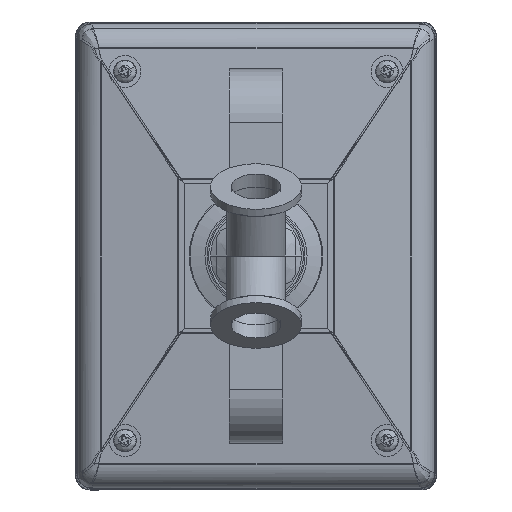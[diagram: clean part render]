
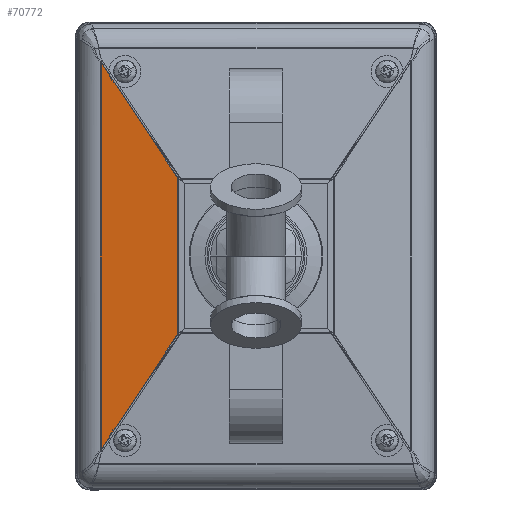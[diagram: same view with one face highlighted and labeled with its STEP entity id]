
A CAD part, front view. The second image highlights one B-rep face of the part: STEP entity #70772.
In plain terms, the highlighted face is planar.
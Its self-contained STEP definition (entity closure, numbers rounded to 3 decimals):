
#1529 = DIRECTION ( 'NONE',  ( 0., 0.992, -0.126 ) ) ;
#2658 = CARTESIAN_POINT ( 'NONE',  ( -87.5, 28., 20. ) ) ;
#3486 = CARTESIAN_POINT ( 'NONE',  ( -87.5, 58.17, 16.181 ) ) ;
#6782 = EDGE_CURVE ( 'NONE', #89458, #111436, #61291, .T. ) ;
#10925 = DIRECTION ( 'NONE',  ( 0., -0.126, -0.992 ) ) ;
#10982 = EDGE_CURVE ( 'NONE', #101164, #60293, #39424, .T. ) ;
#13721 = CARTESIAN_POINT ( 'NONE',  ( 72.697, 58.17, 16.181 ) ) ;
#17502 = DIRECTION ( 'NONE',  ( 0.831, 0.552, -0.07 ) ) ;
#17875 = CARTESIAN_POINT ( 'NONE',  ( -52.009, -24.618, 26.661 ) ) ;
#22894 = VECTOR ( 'NONE', #24574, 1000. ) ;
#24574 = DIRECTION ( 'NONE',  ( 0.831, -0.552, 0.07 ) ) ;
#28272 = PLANE ( 'NONE',  #67209 ) ;
#31949 = CARTESIAN_POINT ( 'NONE',  ( 28., 29.251, 19.842 ) ) ;
#33597 = CARTESIAN_POINT ( 'NONE',  ( -68.866, 55.627, 16.503 ) ) ;
#33996 = VECTOR ( 'NONE', #90651, 1000. ) ;
#37125 = VECTOR ( 'NONE', #40596, 1000. ) ;
#39424 = LINE ( 'NONE', #3486, #33996 ) ;
#40596 = DIRECTION ( 'NONE',  ( 1., 0., 0. ) ) ;
#50949 = FACE_OUTER_BOUND ( 'NONE', #98397, .T. ) ;
#52860 = EDGE_CURVE ( 'NONE', #111436, #101164, #93046, .T. ) ;
#54896 = ORIENTED_EDGE ( 'NONE', *, *, #55698, .T. ) ;
#55698 = EDGE_CURVE ( 'NONE', #60293, #89458, #68612, .T. ) ;
#60293 = VERTEX_POINT ( 'NONE', #71427 ) ;
#61291 = LINE ( 'NONE', #31949, #37125 ) ;
#67209 = AXIS2_PLACEMENT_3D ( 'NONE', #2658, #10925, #1529 ) ;
#68612 = LINE ( 'NONE', #33597, #22894 ) ;
#70772 = ADVANCED_FACE ( 'NONE', ( #50949 ), #28272, .F. ) ;
#71427 = CARTESIAN_POINT ( 'NONE',  ( -72.697, 58.17, 16.181 ) ) ;
#78885 = ORIENTED_EDGE ( 'NONE', *, *, #10982, .T. ) ;
#89458 = VERTEX_POINT ( 'NONE', #96580 ) ;
#89785 = ORIENTED_EDGE ( 'NONE', *, *, #52860, .T. ) ;
#90651 = DIRECTION ( 'NONE',  ( -1., 0., 0. ) ) ;
#93046 = LINE ( 'NONE', #17875, #95756 ) ;
#95756 = VECTOR ( 'NONE', #17502, 1000. ) ;
#96580 = CARTESIAN_POINT ( 'NONE',  ( -29.135, 29.251, 19.842 ) ) ;
#98397 = EDGE_LOOP ( 'NONE', ( #106552, #89785, #78885, #54896 ) ) ;
#101164 = VERTEX_POINT ( 'NONE', #13721 ) ;
#102828 = CARTESIAN_POINT ( 'NONE',  ( 29.135, 29.251, 19.842 ) ) ;
#106552 = ORIENTED_EDGE ( 'NONE', *, *, #6782, .T. ) ;
#111436 = VERTEX_POINT ( 'NONE', #102828 ) ;
